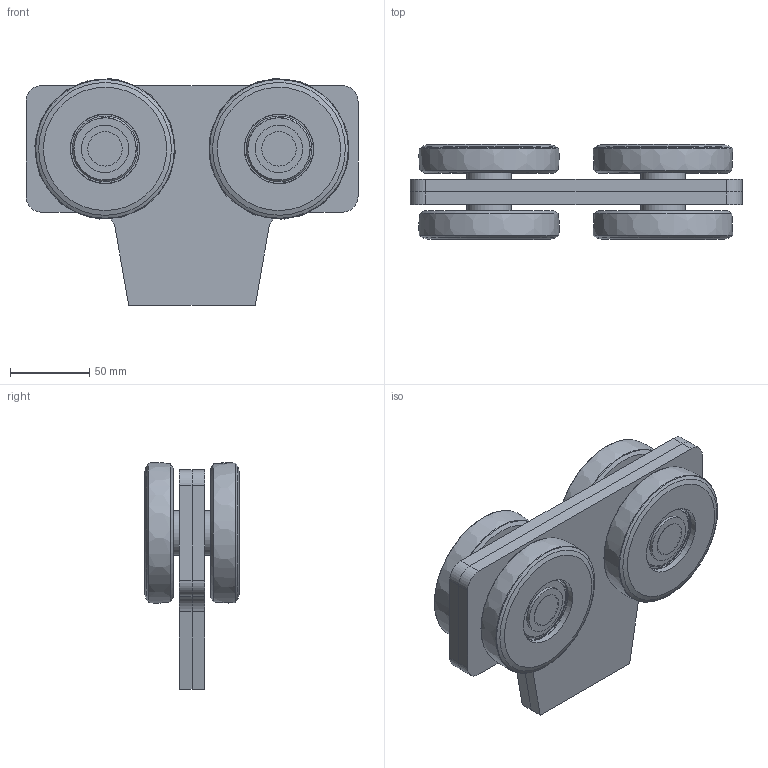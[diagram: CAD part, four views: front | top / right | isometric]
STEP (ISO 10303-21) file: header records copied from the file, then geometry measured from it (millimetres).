
FILE_DESCRIPTION(('STEP AP214'),'1');
FILE_NAME('PMH Åkvagn 1710 S.stp','2013-06-27T15:06:09',(' '),(' '),'Spatial InterOp 3D',' ',' ');
FILE_SCHEMA(('automotive_design'));
Length unit declared in the file: millimetre
Products named in the file (13): PMH Profilskena Akvagn 1710 S; NAUO17; NAUO15; NAUO1; NAUO13; NAUO14; NAUO18; NAUO29; NAUO21; NAUO24; NAUO26; NAUO30
Assembly tree (31 placements, depth 3):
  PMH Profilskena Akvagn 1710 S
    NAUO17  x4
    NAUO15  x4
    NAUO1
      NAUO13  x2
      NAUO14  x2
    NAUO18  x4
      NAUO29
      NAUO21
      NAUO24
      NAUO26
      NAUO26
      NAUO30
Bounding box: 210 x 60 x 143.46 mm (x, y, z)
Volume: 748872.3 mm3; surface area: 223121.8 mm2
Topology: 68 solids, 68 shells, 338 faces, 640 edges, 402 vertices
Faces by surface type: plane 116, cylinder 102, cone 40, torus 40, sphere 36, bspline 4
Full cylindrical faces by diameter (mm): 20 x6, 20.1 x4, 20.2 x4, 20.5 x4, 28 x4, 29 x16, 30 x4, 31.5 x8, 32.21 x4, 39.79 x4, 40.5 x8, 43.6 x8, 44 x16
Entity records: 3143 total; most frequent: DIRECTION 440, CARTESIAN_POINT 363, ORIENTED_EDGE 228, AXIS2_PLACEMENT_3D 205, EDGE_LOOP 160, FACE_OUTER_BOUND 122, EDGE_CURVE 114, VERTEX_POINT 100
